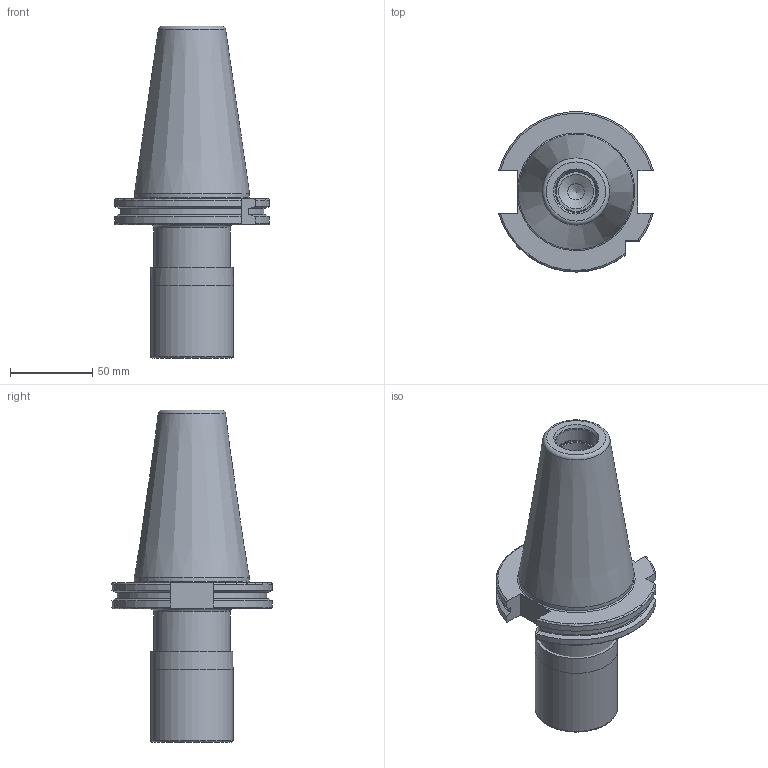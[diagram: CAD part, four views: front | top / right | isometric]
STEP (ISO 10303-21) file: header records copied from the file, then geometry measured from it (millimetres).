
FILE_DESCRIPTION(/* description */ (''),/* implementation_level */ '2;1');
FILE_NAME(/* name */ '50J5R100H50-CSD12X55_115009976ndi000_00-SES.stp',/* time_stamp */ '2020-01-09T08:55:43+01:00',/* author */ (''),/* organization */ (''),/* preprocessor_version */ 'ST-DEVELOPER v16.7',/* originating_system */ 'SIEMENS PLM Software NX 12.0',/* authorisation */ '');
FILE_SCHEMA (('AUTOMOTIVE_DESIGN { 1 0 10303 214 3 1 1 1 }'));
Length unit declared in the file: millimetre
Products named in the file (1): hm152BA8178Ctqa6
Bounding box: 93.97 x 97.27 x 201.6 mm (x, y, z)
Volume: 540167.4 mm3; surface area: 71433.5 mm2
Topology: 2 solids, 2 shells, 71 faces, 176 edges, 113 vertices
Faces by surface type: plane 23, cylinder 18, cone 16, torus 10, revolution 3, bspline 1
Full cylindrical faces by diameter (mm): 2.5 x1, 10 x1, 21 x1, 24 x1, 25 x1, 25.6 x1, 46.5 x1, 49.986 x1, 69.85 x1
Entity records: 2223 total; most frequent: CARTESIAN_POINT 634, DIRECTION 322, ORIENTED_EDGE 286, EDGE_CURVE 143, AXIS2_PLACEMENT_3D 133, VERTEX_POINT 107, EDGE_LOOP 102, ADVANCED_FACE 71
